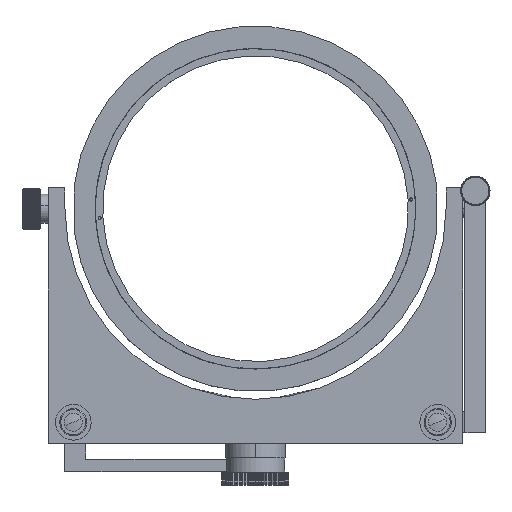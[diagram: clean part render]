
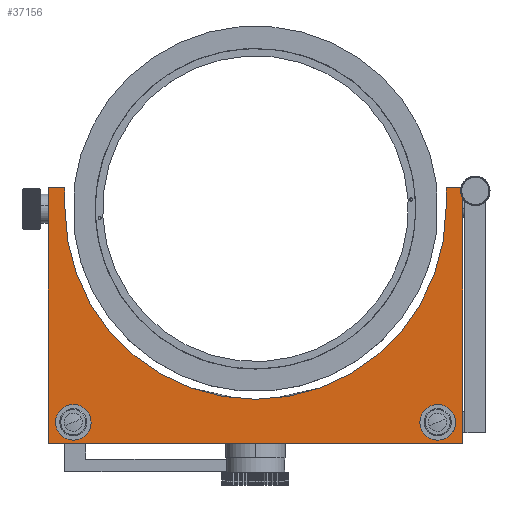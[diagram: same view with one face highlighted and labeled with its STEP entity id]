
A CAD part, top view. The second image highlights one B-rep face of the part: STEP entity #37156.
In plain terms, the highlighted planar face has unit normal (0, 0, 1).
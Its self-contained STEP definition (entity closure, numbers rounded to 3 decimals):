
#3 = ORIENTED_EDGE ( 'NONE', *, *, #11616, .F. ) ;
#791 = CARTESIAN_POINT ( 'NONE',  ( -103.908, 15.364, 16. ) ) ;
#843 = VECTOR ( 'NONE', #45179, 1000. ) ;
#1771 = ORIENTED_EDGE ( 'NONE', *, *, #28855, .T. ) ;
#2021 = CARTESIAN_POINT ( 'NONE',  ( 70.092, 15.364, 16. ) ) ;
#2080 = CIRCLE ( 'NONE', #38530, 6. ) ;
#2593 = EDGE_LOOP ( 'NONE', ( #25237, #33418 ) ) ;
#3091 = EDGE_CURVE ( 'NONE', #24065, #13292, #24369, .T. ) ;
#3173 = DIRECTION ( 'NONE',  ( 1., 0., 0. ) ) ;
#3490 = CARTESIAN_POINT ( 'NONE',  ( -115.908, 127.364, 16. ) ) ;
#3918 = CIRCLE ( 'NONE', #17798, 91. ) ;
#3988 = DIRECTION ( 'NONE',  ( 0., 0., 1. ) ) ;
#4284 = CARTESIAN_POINT ( 'NONE',  ( -107.908, 127.364, 16. ) ) ;
#4421 = DIRECTION ( 'NONE',  ( 1., 0., 0. ) ) ;
#4570 = CARTESIAN_POINT ( 'NONE',  ( -103.908, 15.364, 16. ) ) ;
#4587 = EDGE_CURVE ( 'NONE', #40756, #13426, #8705, .T. ) ;
#4808 = LINE ( 'NONE', #21252, #23084 ) ;
#5689 = DIRECTION ( 'NONE',  ( 1., 0., 0. ) ) ;
#7056 = VERTEX_POINT ( 'NONE', #36431 ) ;
#7133 = LINE ( 'NONE', #17253, #35060 ) ;
#7148 = VERTEX_POINT ( 'NONE', #19069 ) ;
#8251 = DIRECTION ( 'NONE',  ( 1., 0., 0. ) ) ;
#8679 = VERTEX_POINT ( 'NONE', #14079 ) ;
#8705 = LINE ( 'NONE', #31592, #26923 ) ;
#9325 = FACE_OUTER_BOUND ( 'NONE', #41876, .T. ) ;
#10043 = CIRCLE ( 'NONE', #28747, 6. ) ;
#11606 = CARTESIAN_POINT ( 'NONE',  ( -109.908, 15.364, 16. ) ) ;
#11616 = EDGE_CURVE ( 'NONE', #13426, #7056, #3918, .T. ) ;
#12199 = DIRECTION ( 'NONE',  ( 0., 0., 1. ) ) ;
#12227 = VERTEX_POINT ( 'NONE', #12820 ) ;
#12640 = CARTESIAN_POINT ( 'NONE',  ( 82.092, 5.364, 16. ) ) ;
#12820 = CARTESIAN_POINT ( 'NONE',  ( 74.092, 127.364, 16. ) ) ;
#13292 = VERTEX_POINT ( 'NONE', #30855 ) ;
#13426 = VERTEX_POINT ( 'NONE', #13722 ) ;
#13722 = CARTESIAN_POINT ( 'NONE',  ( -107.908, 117.364, 16. ) ) ;
#14079 = CARTESIAN_POINT ( 'NONE',  ( -97.908, 15.364, 16. ) ) ;
#15019 = VERTEX_POINT ( 'NONE', #23054 ) ;
#15263 = ORIENTED_EDGE ( 'NONE', *, *, #18930, .F. ) ;
#16279 = DIRECTION ( 'NONE',  ( 1., 0., 0. ) ) ;
#17253 = CARTESIAN_POINT ( 'NONE',  ( -115.908, 127.364, 16. ) ) ;
#17408 = VECTOR ( 'NONE', #21683, 1000. ) ;
#17798 = AXIS2_PLACEMENT_3D ( 'NONE', #25860, #3988, #29456 ) ;
#18930 = EDGE_CURVE ( 'NONE', #46294, #8679, #23950, .T. ) ;
#19069 = CARTESIAN_POINT ( 'NONE',  ( -115.908, 5.364, 16. ) ) ;
#19477 = DIRECTION ( 'NONE',  ( -1., 0., 0. ) ) ;
#19531 = EDGE_CURVE ( 'NONE', #45298, #7148, #7133, .T. ) ;
#19597 = EDGE_CURVE ( 'NONE', #15019, #23528, #41881, .T. ) ;
#20158 = FACE_BOUND ( 'NONE', #37929, .T. ) ;
#20390 = LINE ( 'NONE', #3490, #38617 ) ;
#20919 = EDGE_CURVE ( 'NONE', #40756, #45298, #38819, .T. ) ;
#21252 = CARTESIAN_POINT ( 'NONE',  ( -115.908, 5.364, 16. ) ) ;
#21683 = DIRECTION ( 'NONE',  ( 0., 1., 0. ) ) ;
#22891 = ORIENTED_EDGE ( 'NONE', *, *, #19531, .T. ) ;
#23054 = CARTESIAN_POINT ( 'NONE',  ( 82.092, 5.364, 16. ) ) ;
#23084 = VECTOR ( 'NONE', #3173, 1000. ) ;
#23279 = PLANE ( 'NONE',  #25160 ) ;
#23528 = VERTEX_POINT ( 'NONE', #32848 ) ;
#23712 = EDGE_CURVE ( 'NONE', #7056, #12227, #38457, .T. ) ;
#23950 = CIRCLE ( 'NONE', #23984, 6. ) ;
#23984 = AXIS2_PLACEMENT_3D ( 'NONE', #791, #26285, #4421 ) ;
#24065 = VERTEX_POINT ( 'NONE', #25684 ) ;
#24369 = CIRCLE ( 'NONE', #30369, 6. ) ;
#24563 = DIRECTION ( 'NONE',  ( 0., -1., 0. ) ) ;
#24850 = ORIENTED_EDGE ( 'NONE', *, *, #23712, .F. ) ;
#25160 = AXIS2_PLACEMENT_3D ( 'NONE', #12640, #38060, #16279 ) ;
#25237 = ORIENTED_EDGE ( 'NONE', *, *, #3091, .F. ) ;
#25684 = CARTESIAN_POINT ( 'NONE',  ( 76.092, 15.364, 16. ) ) ;
#25860 = CARTESIAN_POINT ( 'NONE',  ( -16.908, 117.364, 16. ) ) ;
#26285 = DIRECTION ( 'NONE',  ( 0., 0., 1. ) ) ;
#26923 = VECTOR ( 'NONE', #35287, 1000. ) ;
#27519 = DIRECTION ( 'NONE',  ( 0., 0., 1. ) ) ;
#27875 = ORIENTED_EDGE ( 'NONE', *, *, #20919, .T. ) ;
#27960 = VECTOR ( 'NONE', #19477, 1000. ) ;
#28747 = AXIS2_PLACEMENT_3D ( 'NONE', #4570, #30017, #8251 ) ;
#28855 = EDGE_CURVE ( 'NONE', #23528, #12227, #20390, .T. ) ;
#29117 = DIRECTION ( 'NONE',  ( -1., 0., 0. ) ) ;
#29169 = EDGE_CURVE ( 'NONE', #13292, #24065, #2080, .T. ) ;
#29456 = DIRECTION ( 'NONE',  ( 1., 0., 0. ) ) ;
#29783 = FACE_BOUND ( 'NONE', #2593, .T. ) ;
#30017 = DIRECTION ( 'NONE',  ( 0., 0., 1. ) ) ;
#30369 = AXIS2_PLACEMENT_3D ( 'NONE', #33961, #12199, #37622 ) ;
#30464 = ORIENTED_EDGE ( 'NONE', *, *, #42503, .T. ) ;
#30761 = CARTESIAN_POINT ( 'NONE',  ( -115.908, 127.364, 16. ) ) ;
#30855 = CARTESIAN_POINT ( 'NONE',  ( 64.092, 15.364, 16. ) ) ;
#31592 = CARTESIAN_POINT ( 'NONE',  ( -107.908, 117.364, 16. ) ) ;
#32848 = CARTESIAN_POINT ( 'NONE',  ( 82.092, 127.364, 16. ) ) ;
#33418 = ORIENTED_EDGE ( 'NONE', *, *, #29169, .F. ) ;
#33961 = CARTESIAN_POINT ( 'NONE',  ( 70.092, 15.364, 16. ) ) ;
#34151 = CARTESIAN_POINT ( 'NONE',  ( 74.092, 127.364, 16. ) ) ;
#35060 = VECTOR ( 'NONE', #24563, 1000. ) ;
#35287 = DIRECTION ( 'NONE',  ( 0., -1., 0. ) ) ;
#35453 = ORIENTED_EDGE ( 'NONE', *, *, #36551, .F. ) ;
#36431 = CARTESIAN_POINT ( 'NONE',  ( 74.092, 117.364, 16. ) ) ;
#36551 = EDGE_CURVE ( 'NONE', #8679, #46294, #10043, .T. ) ;
#37156 = ADVANCED_FACE ( 'NONE', ( #20158, #29783, #9325 ), #23279, .T. ) ;
#37622 = DIRECTION ( 'NONE',  ( 1., 0., 0. ) ) ;
#37929 = EDGE_LOOP ( 'NONE', ( #35453, #15263 ) ) ;
#38060 = DIRECTION ( 'NONE',  ( 0., 0., 1. ) ) ;
#38457 = LINE ( 'NONE', #34151, #843 ) ;
#38530 = AXIS2_PLACEMENT_3D ( 'NONE', #2021, #27519, #5689 ) ;
#38617 = VECTOR ( 'NONE', #29117, 1000. ) ;
#38819 = LINE ( 'NONE', #30761, #27960 ) ;
#40756 = VERTEX_POINT ( 'NONE', #4284 ) ;
#41876 = EDGE_LOOP ( 'NONE', ( #45335, #27875, #22891, #30464, #42623, #1771, #24850, #3 ) ) ;
#41881 = LINE ( 'NONE', #43519, #17408 ) ;
#42503 = EDGE_CURVE ( 'NONE', #7148, #15019, #4808, .T. ) ;
#42623 = ORIENTED_EDGE ( 'NONE', *, *, #19597, .T. ) ;
#43519 = CARTESIAN_POINT ( 'NONE',  ( 82.092, 127.364, 16. ) ) ;
#45145 = CARTESIAN_POINT ( 'NONE',  ( -115.908, 127.364, 16. ) ) ;
#45179 = DIRECTION ( 'NONE',  ( 0., 1., 0. ) ) ;
#45298 = VERTEX_POINT ( 'NONE', #45145 ) ;
#45335 = ORIENTED_EDGE ( 'NONE', *, *, #4587, .F. ) ;
#46294 = VERTEX_POINT ( 'NONE', #11606 ) ;
